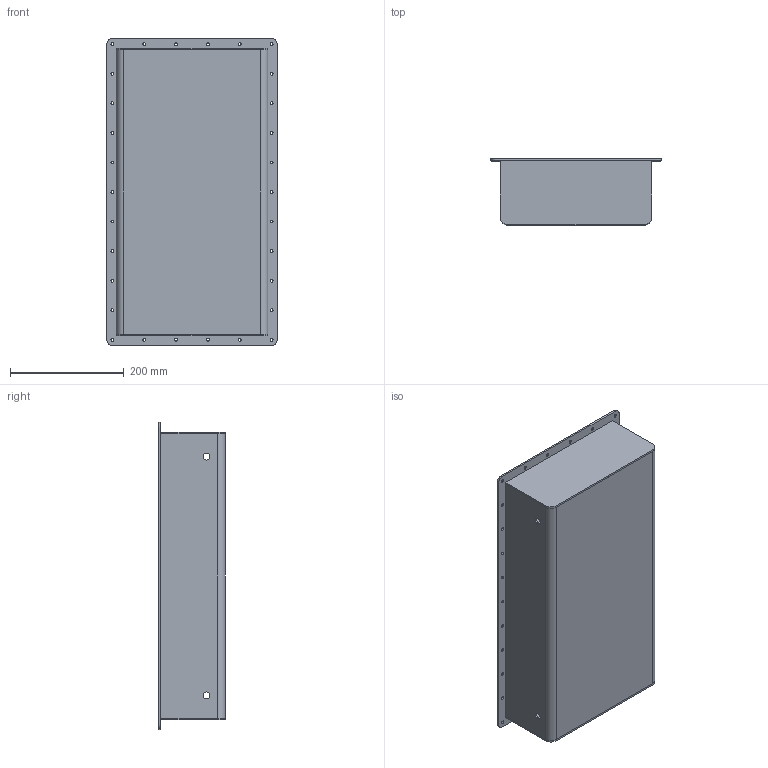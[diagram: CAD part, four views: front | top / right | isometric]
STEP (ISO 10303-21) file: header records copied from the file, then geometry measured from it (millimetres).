
FILE_DESCRIPTION (( 'STEP AP214' ), '1' );
FILE_NAME ('Body.STEP', '2020-09-09T14:20:22', ( '' ), ( '' ), 'SwSTEP 2.0', 'SolidWorks 2019', '' );
FILE_SCHEMA (( 'AUTOMOTIVE_DESIGN' ));
Length unit declared in the file: millimetre
Products named in the file (5): Endcap; Main; Body; Lid_Flange; Divider
Assembly tree (6 placements, depth 2):
  Body
    Divider  x2
    Endcap  x2
    Main
    Lid_Flange
Bounding box: 300 x 116.36 x 540 mm (x, y, z)
Volume: 1231911.8 mm3; surface area: 803282 mm2
Topology: 6 solids, 6 shells, 132 faces, 360 edges, 240 vertices
Faces by surface type: cylinder 88, plane 44
Entity records: 4104 total; most frequent: DIRECTION 728, CARTESIAN_POINT 653, ORIENTED_EDGE 636, EDGE_CURVE 318, AXIS2_PLACEMENT_3D 287, VERTEX_POINT 212, EDGE_LOOP 186, CIRCLE 164
